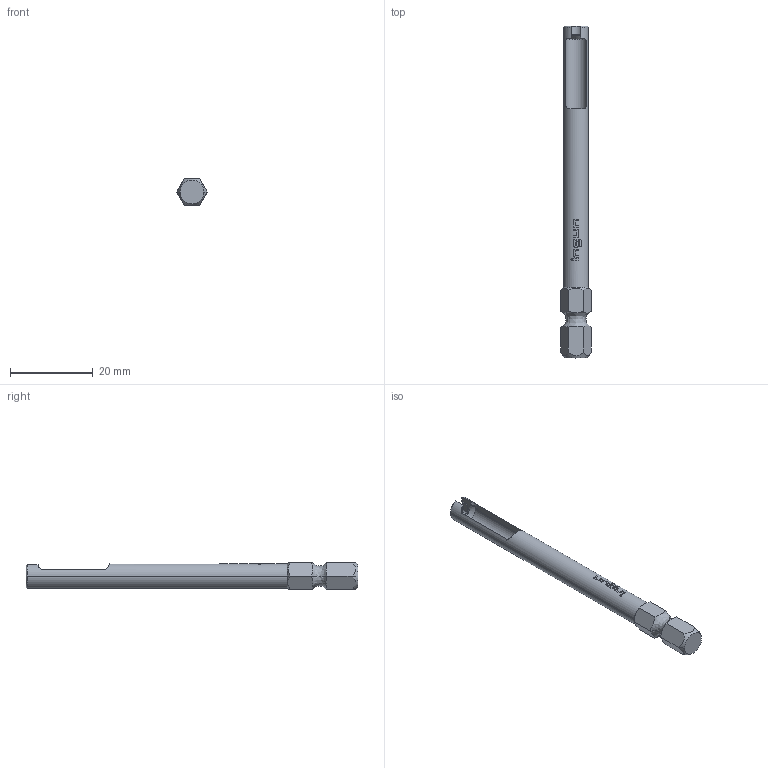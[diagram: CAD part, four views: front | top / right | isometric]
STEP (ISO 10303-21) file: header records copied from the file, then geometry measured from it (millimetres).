
FILE_DESCRIPTION (( 'STEP AP203' ), '1' );
FILE_NAME ('INGUN_BIT-SKS-465_M-500.STEP', '2022-03-09T14:38:24', ( 'ochi' ), ( '' ), 'SwSTEP 2.0', 'SolidWorks 2018', '' );
FILE_SCHEMA (( 'CONFIG_CONTROL_DESIGN' ));
Length unit declared in the file: millimetre
Products named in the file (1): INGUN_BIT-SKS-465_M-500
Bounding box: 7.33 x 80 x 6.35 mm (x, y, z)
Volume: 1713.7 mm3; surface area: 1899.4 mm2
Topology: 1 solids, 1 shells, 126 faces, 334 edges, 216 vertices
Faces by surface type: plane 65, cylinder 27, bspline 24, cone 10
Entity records: 4565 total; most frequent: CARTESIAN_POINT 1603, ORIENTED_EDGE 668, DIRECTION 502, EDGE_CURVE 334, VERTEX_POINT 216, AXIS2_PLACEMENT_3D 189, EDGE_LOOP 132, FACE_OUTER_BOUND 126
